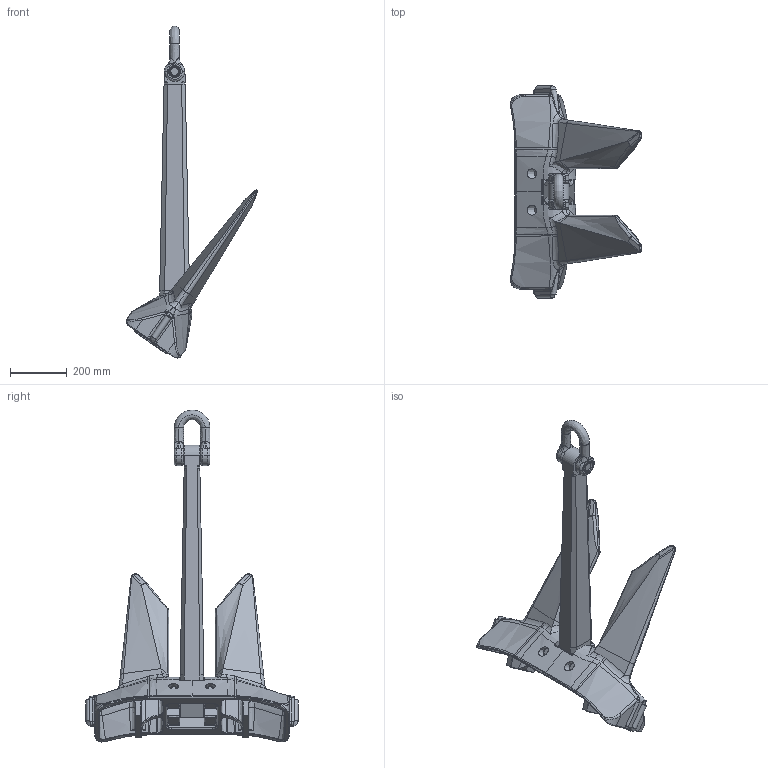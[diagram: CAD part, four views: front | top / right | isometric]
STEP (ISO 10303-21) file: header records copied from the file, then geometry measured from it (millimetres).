
FILE_DESCRIPTION(('FreeCAD Model'),'2;1');
FILE_NAME('Open CASCADE Shape Model','2025-05-03T08:51:27',('FreeCAD'),( 'FreeCAD'),'Open CASCADE STEP processor 7.6','FreeCAD','Unknown');
FILE_SCHEMA(('AUTOMOTIVE_DESIGN { 1 0 10303 214 1 1 1 1 }'));
Products named in the file (1): Open CASCADE STEP translator 7.6 1
Bounding box: 462.59 x 747.87 x 1170.78 mm (x, y, z)
Volume: 18774447.2 mm3; surface area: 1435912.7 mm2
Topology: 7 solids, 7 shells, 855 faces, 2036 edges, 1142 vertices
Faces by surface type: bspline 855
Entity records: 69525 total; most frequent: CARTESIAN_POINT 57615, ORIENTED_EDGE 3968, EDGE_CURVE 1984, B_SPLINE_CURVE_WITH_KNOTS 1610, VERTEX_POINT 1142, FACE_BOUND 872, EDGE_LOOP 872, ADVANCED_FACE 855
